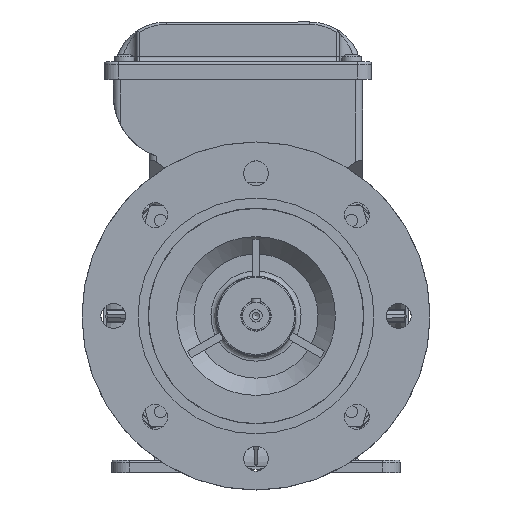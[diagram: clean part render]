
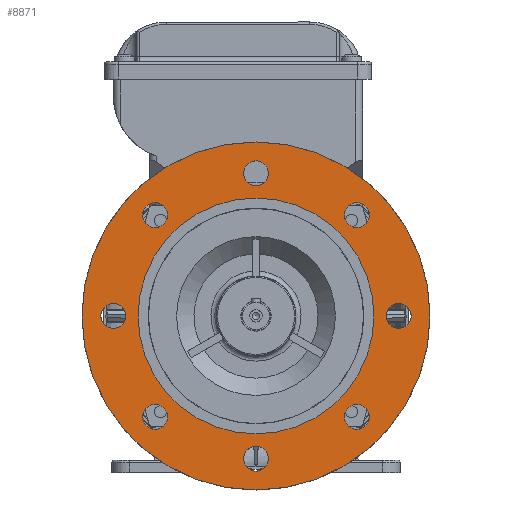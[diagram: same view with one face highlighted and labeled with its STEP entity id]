
A CAD part, top view. The second image highlights one B-rep face of the part: STEP entity #8871.
In plain terms, the highlighted planar face has unit normal (0, 0, 1).
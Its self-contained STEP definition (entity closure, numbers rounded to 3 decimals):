
#3857=FACE_BOUND('',#14885,.T.);
#3858=FACE_BOUND('',#14886,.T.);
#3859=FACE_BOUND('',#14887,.T.);
#3860=FACE_BOUND('',#14888,.T.);
#3861=FACE_BOUND('',#14889,.T.);
#3862=FACE_BOUND('',#14890,.T.);
#3863=FACE_BOUND('',#14891,.T.);
#3864=FACE_BOUND('',#14892,.T.);
#3865=FACE_BOUND('',#14893,.T.);
#3866=FACE_BOUND('',#14894,.T.);
#5238=CIRCLE('',#47259,5.);
#5240=CIRCLE('',#47262,5.);
#5242=CIRCLE('',#47265,5.);
#5260=CIRCLE('',#47298,5.);
#5273=CIRCLE('',#47319,5.);
#5283=CIRCLE('',#47333,5.);
#5295=CIRCLE('',#47356,5.);
#5460=CIRCLE('',#47646,47.5);
#5461=CIRCLE('',#47648,5.);
#5462=CIRCLE('',#47649,70.1);
#8871=ADVANCED_FACE('',(#3857,#3858,#3859,#3860,#3861,#3862,#3863,#3864,
#3865,#3866),#10271,.T.);
#10271=PLANE('',#47650);
#14885=EDGE_LOOP('',(#25836));
#14886=EDGE_LOOP('',(#25837));
#14887=EDGE_LOOP('',(#25838));
#14888=EDGE_LOOP('',(#25839));
#14889=EDGE_LOOP('',(#25840));
#14890=EDGE_LOOP('',(#25841));
#14891=EDGE_LOOP('',(#25842));
#14892=EDGE_LOOP('',(#25843));
#14893=EDGE_LOOP('',(#25844));
#14894=EDGE_LOOP('',(#25845));
#25836=ORIENTED_EDGE('',*,*,#36739,.T.);
#25837=ORIENTED_EDGE('',*,*,#37189,.T.);
#25838=ORIENTED_EDGE('',*,*,#36629,.T.);
#25839=ORIENTED_EDGE('',*,*,#36582,.T.);
#25840=ORIENTED_EDGE('',*,*,#36670,.T.);
#25841=ORIENTED_EDGE('',*,*,#36584,.T.);
#25842=ORIENTED_EDGE('',*,*,#36696,.T.);
#25843=ORIENTED_EDGE('',*,*,#36586,.T.);
#25844=ORIENTED_EDGE('',*,*,#37188,.T.);
#25845=ORIENTED_EDGE('',*,*,#37190,.T.);
#30871=VERTEX_POINT('',#77549);
#30873=VERTEX_POINT('',#77554);
#30875=VERTEX_POINT('',#77559);
#30909=VERTEX_POINT('',#77795);
#30941=VERTEX_POINT('',#78345);
#30962=VERTEX_POINT('',#78568);
#30995=VERTEX_POINT('',#78845);
#31281=VERTEX_POINT('',#82539);
#31282=VERTEX_POINT('',#82542);
#31283=VERTEX_POINT('',#82544);
#36582=EDGE_CURVE('',#30871,#30871,#5238,.T.);
#36584=EDGE_CURVE('',#30873,#30873,#5240,.T.);
#36586=EDGE_CURVE('',#30875,#30875,#5242,.T.);
#36629=EDGE_CURVE('',#30909,#30909,#5260,.T.);
#36670=EDGE_CURVE('',#30941,#30941,#5273,.T.);
#36696=EDGE_CURVE('',#30962,#30962,#5283,.T.);
#36739=EDGE_CURVE('',#30995,#30995,#5295,.T.);
#37188=EDGE_CURVE('',#31281,#31281,#5460,.T.);
#37189=EDGE_CURVE('',#31282,#31282,#5461,.T.);
#37190=EDGE_CURVE('',#31283,#31283,#5462,.T.);
#47259=AXIS2_PLACEMENT_3D('',#77548,#56686,#56687);
#47262=AXIS2_PLACEMENT_3D('',#77553,#56692,#56693);
#47265=AXIS2_PLACEMENT_3D('',#77558,#56698,#56699);
#47298=AXIS2_PLACEMENT_3D('',#77794,#56773,#56774);
#47319=AXIS2_PLACEMENT_3D('',#78344,#56822,#56823);
#47333=AXIS2_PLACEMENT_3D('',#78567,#56853,#56854);
#47356=AXIS2_PLACEMENT_3D('',#78844,#56914,#56915);
#47646=AXIS2_PLACEMENT_3D('',#82538,#57610,#57611);
#47648=AXIS2_PLACEMENT_3D('',#82541,#57614,#57615);
#47649=AXIS2_PLACEMENT_3D('',#82543,#57616,#57617);
#47650=AXIS2_PLACEMENT_3D('',#82545,#57618,#57619);
#56686=DIRECTION('',(0.,0.,-1.));
#56687=DIRECTION('',(0.,-1.,0.));
#56692=DIRECTION('',(0.,0.,-1.));
#56693=DIRECTION('',(1.,0.,0.));
#56698=DIRECTION('',(0.,0.,-1.));
#56699=DIRECTION('',(0.,1.,0.));
#56773=DIRECTION('',(0.,0.,-1.));
#56774=DIRECTION('',(-0.707,-0.707,0.));
#56822=DIRECTION('',(0.,0.,-1.));
#56823=DIRECTION('',(0.707,-0.707,0.));
#56853=DIRECTION('',(0.,0.,-1.));
#56854=DIRECTION('',(0.707,0.707,0.));
#56914=DIRECTION('',(0.,0.,-1.));
#56915=DIRECTION('',(-0.707,0.707,0.));
#57610=DIRECTION('',(0.,0.,-1.));
#57611=DIRECTION('',(0.,-1.,0.));
#57614=DIRECTION('',(0.,0.,-1.));
#57615=DIRECTION('',(-1.,0.,0.));
#57616=DIRECTION('',(0.,0.,1.));
#57617=DIRECTION('',(0.,-1.,0.));
#57618=DIRECTION('',(0.,0.,1.));
#57619=DIRECTION('',(0.,1.,0.));
#77548=CARTESIAN_POINT('',(-46.778,292.532,-92.334));
#77549=CARTESIAN_POINT('',(-46.778,287.532,-92.334));
#77553=CARTESIAN_POINT('',(-46.778,373.849,-92.334));
#77554=CARTESIAN_POINT('',(-41.778,373.849,-92.334));
#77558=CARTESIAN_POINT('',(-128.096,373.849,-92.334));
#77559=CARTESIAN_POINT('',(-128.096,378.849,-92.334));
#77794=CARTESIAN_POINT('',(-87.437,275.691,-92.334));
#77795=CARTESIAN_POINT('',(-90.973,272.155,-92.334));
#78344=CARTESIAN_POINT('',(-29.937,333.191,-92.334));
#78345=CARTESIAN_POINT('',(-26.402,329.655,-92.334));
#78567=CARTESIAN_POINT('',(-87.437,390.691,-92.334));
#78568=CARTESIAN_POINT('',(-83.902,394.226,-92.334));
#78844=CARTESIAN_POINT('',(-144.937,333.191,-92.334));
#78845=CARTESIAN_POINT('',(-148.473,336.726,-92.334));
#82538=CARTESIAN_POINT('',(-87.437,333.191,-92.334));
#82539=CARTESIAN_POINT('',(-87.437,285.691,-92.334));
#82541=CARTESIAN_POINT('',(-128.096,292.532,-92.334));
#82542=CARTESIAN_POINT('',(-133.096,292.532,-92.334));
#82543=CARTESIAN_POINT('',(-87.437,333.191,-92.334));
#82544=CARTESIAN_POINT('',(-87.437,263.091,-92.334));
#82545=CARTESIAN_POINT('',(-10.327,256.081,-92.334));
